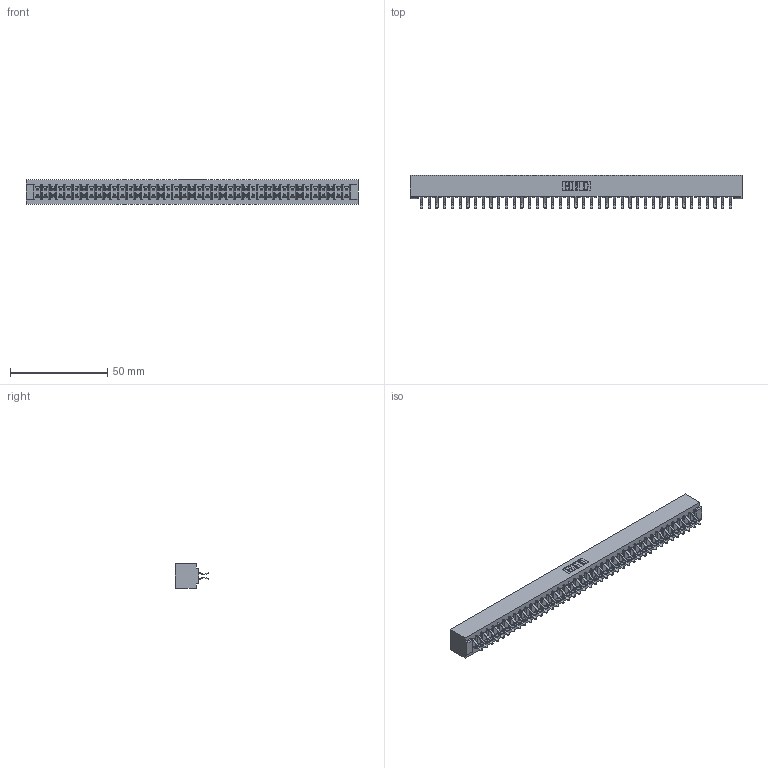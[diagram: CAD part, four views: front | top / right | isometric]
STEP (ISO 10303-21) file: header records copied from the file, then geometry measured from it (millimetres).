
FILE_DESCRIPTION (( 'STEP AP203' ), '1' );
FILE_NAME ('357-082-556-201.STEP', '2019-09-19T17:01:36', ( '' ), ( '' ), 'SwSTEP 2.0', 'SolidWorks 2016', '' );
FILE_SCHEMA (( 'CONFIG_CONTROL_DESIGN' ));
Length unit declared in the file: inch
Products named in the file (3): 357-082-556-201; 307 Part_No Mounting Lugs; 307-290-001_556
Assembly tree (83 placements, depth 2):
  357-082-556-201
    307 Part_No Mounting Lugs
    307-290-001_556  x82
Bounding box: 170.33 x 16.97 x 12.7 mm (x, y, z)
Volume: 18638.4 mm3; surface area: 22883.9 mm2
Topology: 83 solids, 83 shells, 4252 faces, 11943 edges, 7738 vertices
Faces by surface type: plane 2772, cylinder 1396, sphere 84
Entity records: 36410 total; most frequent: CARTESIAN_POINT 5953, ORIENTED_EDGE 5898, DIRECTION 5831, EDGE_CURVE 2949, VECTOR 2263, LINE 2263, VERTEX_POINT 1906, AXIS2_PLACEMENT_3D 1784
